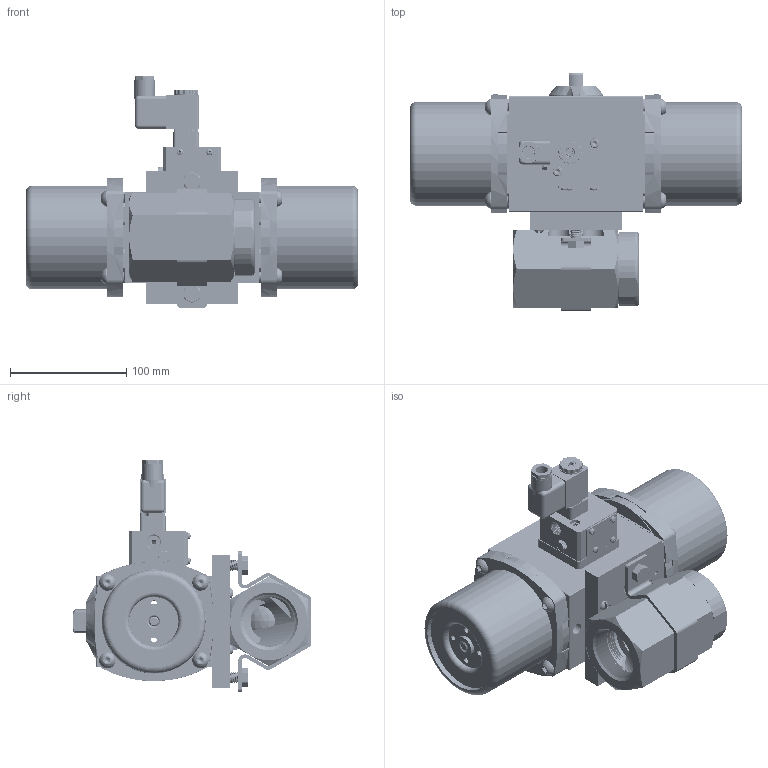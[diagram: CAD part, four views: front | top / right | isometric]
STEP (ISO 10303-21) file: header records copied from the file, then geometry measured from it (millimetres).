
FILE_DESCRIPTION (( 'STEP AP203' ), '1' );
FILE_NAME ('82XXA522SR3GPDS.step', '2018-04-30T18:16:10', ( '' ), ( '' ), 'SwSTEP 2.0', 'SolidWorks 2017', '' );
FILE_SCHEMA (( 'CONFIG_CONTROL_DESIGN' ));
Length unit declared in the file: inch
Products named in the file (1): 82XXA522SR3GPDS
Bounding box: 285.09 x 204.65 x 198.73 mm (x, y, z)
Volume: 1377353.1 mm3; surface area: 529419.6 mm2
Topology: 64 solids, 64 shells, 5690 faces, 14399 edges, 8910 vertices
Faces by surface type: cylinder 2198, cone 2132, plane 996, torus 241, bspline 89, sphere 34
Entity records: 191298 total; most frequent: CARTESIAN_POINT 50936, DIRECTION 31996, ORIENTED_EDGE 28514, EDGE_CURVE 14257, AXIS2_PLACEMENT_3D 13044, VERTEX_POINT 8903, CIRCLE 7442, EDGE_LOOP 6128
